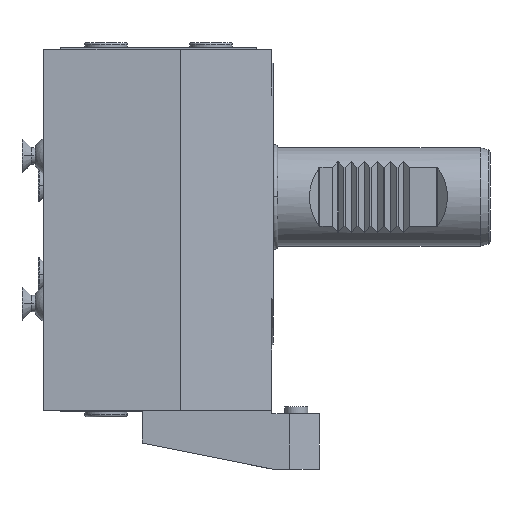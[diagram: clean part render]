
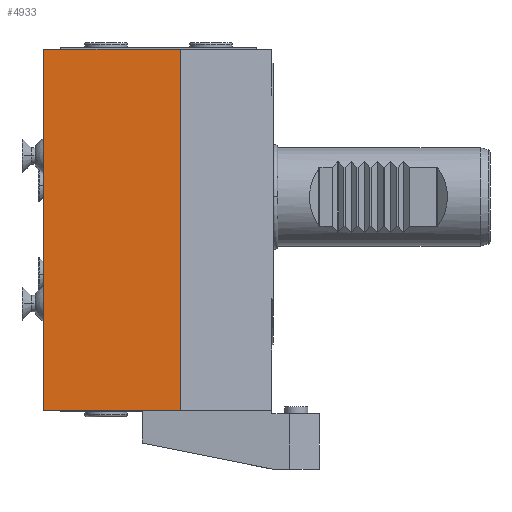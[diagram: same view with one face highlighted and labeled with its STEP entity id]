
A CAD part, front view. The second image highlights one B-rep face of the part: STEP entity #4933.
In plain terms, the highlighted planar face has unit normal (0, -1, 0).
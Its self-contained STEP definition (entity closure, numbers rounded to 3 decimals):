
#17=DIRECTION('',(0.,0.,-1.));
#18=VECTOR('',#17,110.);
#19=CARTESIAN_POINT('',(-70.,-38.,45.));
#20=LINE('',#19,#18);
#1097=DIRECTION('',(1.,0.,0.));
#1098=VECTOR('',#1097,41.705);
#1099=CARTESIAN_POINT('',(-70.,-38.,-65.));
#1100=LINE('',#1099,#1098);
#1281=DIRECTION('',(0.,0.,-1.));
#1282=VECTOR('',#1281,110.);
#1283=CARTESIAN_POINT('',(-28.295,-38.,45.));
#1284=LINE('',#1283,#1282);
#1285=DIRECTION('',(1.,0.,0.));
#1286=VECTOR('',#1285,41.705);
#1287=CARTESIAN_POINT('',(-70.,-38.,45.));
#1288=LINE('',#1287,#1286);
#2625=CARTESIAN_POINT('',(-70.,-38.,45.));
#2626=CARTESIAN_POINT('',(-70.,-38.,-65.));
#2627=VERTEX_POINT('',#2625);
#2628=VERTEX_POINT('',#2626);
#2717=CARTESIAN_POINT('',(-28.295,-38.,-65.));
#2719=VERTEX_POINT('',#2717);
#2727=CARTESIAN_POINT('',(-28.295,-38.,45.));
#2729=VERTEX_POINT('',#2727);
#4920=CARTESIAN_POINT('',(-70.,-38.,45.));
#4921=DIRECTION('',(0.,-1.,0.));
#4922=DIRECTION('',(0.,0.,-1.));
#4923=AXIS2_PLACEMENT_3D('',#4920,#4921,#4922);
#4924=PLANE('',#4923);
#4926=ORIENTED_EDGE('',*,*,#4925,.T.);
#4927=ORIENTED_EDGE('',*,*,#4657,.F.);
#4928=ORIENTED_EDGE('',*,*,#3300,.F.);
#4930=ORIENTED_EDGE('',*,*,#4929,.T.);
#4931=EDGE_LOOP('',(#4926,#4927,#4928,#4930));
#4932=FACE_OUTER_BOUND('',#4931,.F.);
#4933=ADVANCED_FACE('',(#4932),#4924,.T.);
#3300=EDGE_CURVE('',#2627,#2628,#20,.T.);
#4657=EDGE_CURVE('',#2628,#2719,#1100,.T.);
#4925=EDGE_CURVE('',#2729,#2719,#1284,.T.);
#4929=EDGE_CURVE('',#2627,#2729,#1288,.T.);
